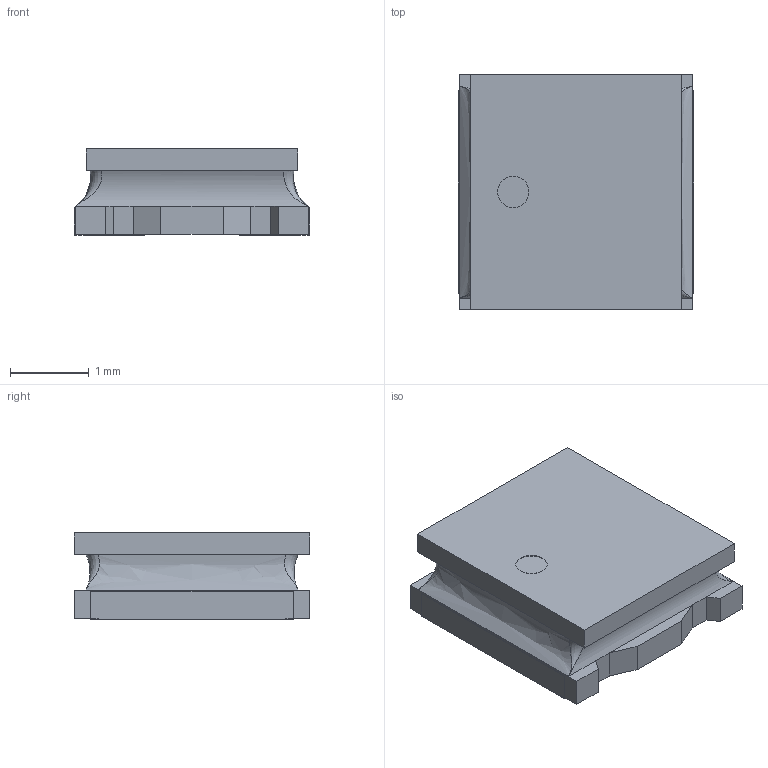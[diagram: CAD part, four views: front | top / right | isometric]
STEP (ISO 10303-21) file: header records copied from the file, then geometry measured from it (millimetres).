
FILE_DESCRIPTION(('CAx-IF Rec.Pracs.---Model Styling and Organization---1.5---2016-08-15','CAx-IF Rec.Pracs.---Geometric and Assembly Validation Properties---4.4---2016-08-17','CAx-IF Rec.Pracs.---User Defined Attributes---1.5---2016-08-15','CAx-IF Rec.Pracs.---External References---2.1---2005-01-19'),'2;1');
FILE_NAME('L_SMD_1212_3.0x3.0x1.1mm_muRata.step','2020-07-19T17:41:41',('Unspecified'),('Unspecified'),'CAD Exchanger 3.8.1 (cadexchanger.com)','Unspecified','');
FILE_SCHEMA(('AUTOMOTIVE_DESIGN { 1 0 10303 214 1 1 1 1 }'));
Length unit declared in the file: millimetre
Products named in the file (1): Part1
Bounding box: 3 x 3 x 1.1 mm (x, y, z)
Volume: 8.6 mm3; surface area: 31.6 mm2
Topology: 1 solids, 1 shells, 66 faces, 178 edges, 112 vertices
Faces by surface type: plane 52, extrusion 6, cylinder 4, bspline 4
Entity records: 4794 total; most frequent: CARTESIAN_POINT 2759, ORIENTED_EDGE 348, DIRECTION 278, EDGE_CURVE 174, VECTOR 156, LINE 150, VERTEX_POINT 112, FACE_BOUND 68
